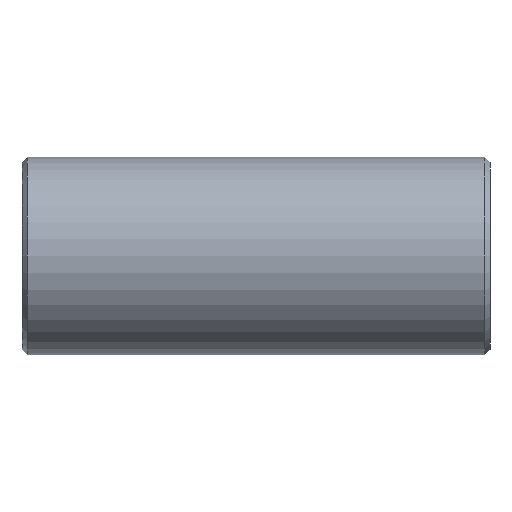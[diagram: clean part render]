
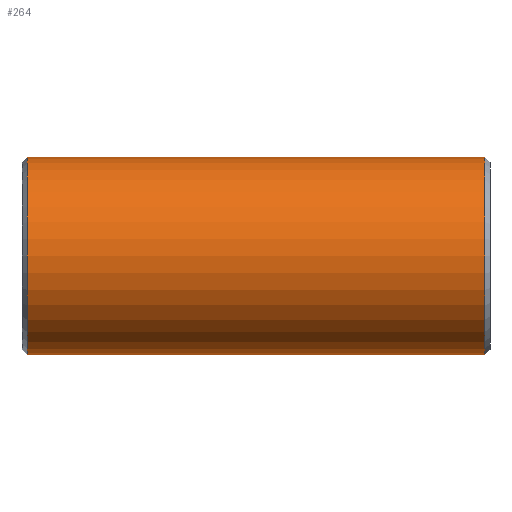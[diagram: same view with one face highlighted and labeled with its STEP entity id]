
A CAD part, front view. The second image highlights one B-rep face of the part: STEP entity #264.
In plain terms, the highlighted cylindrical face has radius 24.13 mm (diameter 48.26 mm), a partial arc.
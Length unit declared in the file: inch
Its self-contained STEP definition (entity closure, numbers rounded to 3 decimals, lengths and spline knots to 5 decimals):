
#20 = ORIENTED_EDGE ( 'NONE', *, *, #59, .T. ) ;
#23 = VERTEX_POINT ( 'NONE', #348 ) ;
#27 = DIRECTION ( 'NONE',  ( -1., 0., 0. ) ) ;
#59 = EDGE_CURVE ( 'NONE', #666, #23, #414, .T. ) ;
#65 = DIRECTION ( 'NONE',  ( -1., 0., 0. ) ) ;
#76 = CARTESIAN_POINT ( 'NONE',  ( -2.20167, 0., -0.95 ) ) ;
#81 = DIRECTION ( 'NONE',  ( -1., 0., 0. ) ) ;
#97 = ORIENTED_EDGE ( 'NONE', *, *, #459, .T. ) ;
#196 = EDGE_CURVE ( 'NONE', #675, #323, #494, .T. ) ;
#251 = ORIENTED_EDGE ( 'NONE', *, *, #624, .F. ) ;
#264 = ADVANCED_FACE ( 'NONE', ( #643 ), #591, .T. ) ;
#276 = CARTESIAN_POINT ( 'NONE',  ( 2.25, 0., 0.95 ) ) ;
#323 = VERTEX_POINT ( 'NONE', #76 ) ;
#335 = DIRECTION ( 'NONE',  ( -1., 0., 0. ) ) ;
#348 = CARTESIAN_POINT ( 'NONE',  ( 2.20167, 0., 0.95 ) ) ;
#362 = DIRECTION ( 'NONE',  ( 1., 0., 0. ) ) ;
#385 = ORIENTED_EDGE ( 'NONE', *, *, #196, .T. ) ;
#393 = AXIS2_PLACEMENT_3D ( 'NONE', #456, #65, #634 ) ;
#414 = CIRCLE ( 'NONE', #393, 0.95 ) ;
#437 = CARTESIAN_POINT ( 'NONE',  ( 2.20167, 0., -0.95 ) ) ;
#456 = CARTESIAN_POINT ( 'NONE',  ( 2.20167, 0., 0. ) ) ;
#457 = LINE ( 'NONE', #276, #496 ) ;
#458 = VECTOR ( 'NONE', #81, 39.37008 ) ;
#459 = EDGE_CURVE ( 'NONE', #23, #675, #457, .T. ) ;
#481 = CARTESIAN_POINT ( 'NONE',  ( 2.25, 0., -0.95 ) ) ;
#489 = LINE ( 'NONE', #481, #458 ) ;
#494 = CIRCLE ( 'NONE', #560, 0.95 ) ;
#495 = CARTESIAN_POINT ( 'NONE',  ( -2.20167, 0., 0.95 ) ) ;
#496 = VECTOR ( 'NONE', #335, 39.37008 ) ;
#523 = EDGE_LOOP ( 'NONE', ( #251, #20, #97, #385 ) ) ;
#529 = DIRECTION ( 'NONE',  ( 0., 0., 1. ) ) ;
#532 = DIRECTION ( 'NONE',  ( 0., 0., 1. ) ) ;
#543 = CARTESIAN_POINT ( 'NONE',  ( -2.20167, 0., 0. ) ) ;
#560 = AXIS2_PLACEMENT_3D ( 'NONE', #543, #362, #532 ) ;
#591 = CYLINDRICAL_SURFACE ( 'NONE', #593, 0.95 ) ;
#593 = AXIS2_PLACEMENT_3D ( 'NONE', #595, #27, #529 ) ;
#595 = CARTESIAN_POINT ( 'NONE',  ( 2.25, 0., 0. ) ) ;
#624 = EDGE_CURVE ( 'NONE', #666, #323, #489, .T. ) ;
#634 = DIRECTION ( 'NONE',  ( 0., 0., -1. ) ) ;
#643 = FACE_OUTER_BOUND ( 'NONE', #523, .T. ) ;
#666 = VERTEX_POINT ( 'NONE', #437 ) ;
#675 = VERTEX_POINT ( 'NONE', #495 ) ;
